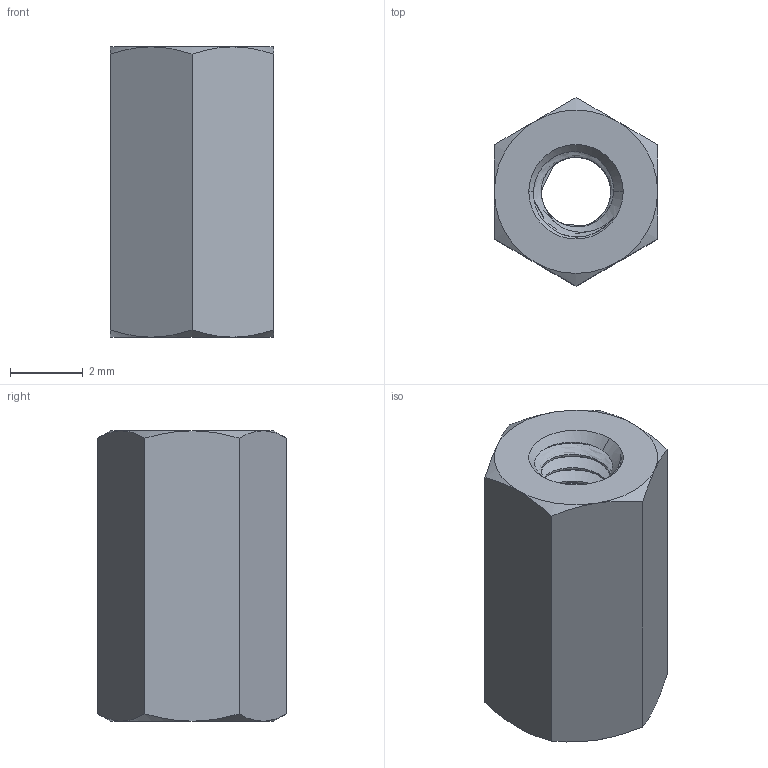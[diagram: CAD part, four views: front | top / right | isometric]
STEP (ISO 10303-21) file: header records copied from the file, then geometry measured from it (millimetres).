
FILE_DESCRIPTION (( 'STEP AP203' ), '1' );
FILE_NAME ('95947A003.step', '2015-09-03T14:13:12', ( '' ), ( '' ), 'SwSTEP 2.0', 'SolidWorks 2010', '' );
FILE_SCHEMA (( 'CONFIG_CONTROL_DESIGN' ));
Length unit declared in the file: millimetre
Products named in the file (1): 95947A003
Bounding box: 4.5 x 5.2 x 8 mm (x, y, z)
Volume: 109.1 mm3; surface area: 243.5 mm2
Topology: 1 solids, 1 shells, 64 faces, 174 edges, 112 vertices
Faces by surface type: cylinder 36, cone 17, plane 8, bspline 3
Entity records: 6605 total; most frequent: CARTESIAN_POINT 5165, ORIENTED_EDGE 348, DIRECTION 206, EDGE_CURVE 174, VERTEX_POINT 112, AXIS2_PLACEMENT_3D 80, B_SPLINE_CURVE_WITH_KNOTS 72, EDGE_LOOP 66
